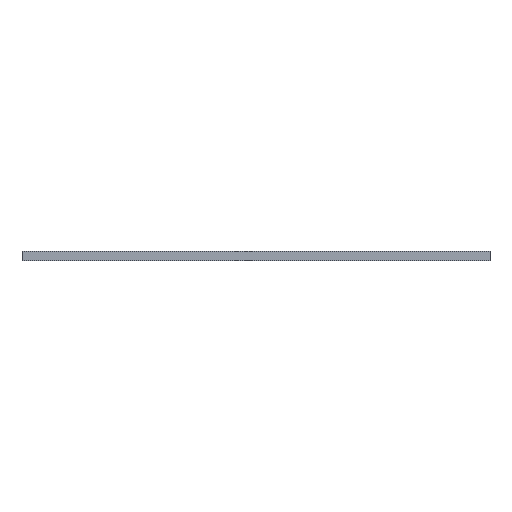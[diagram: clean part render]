
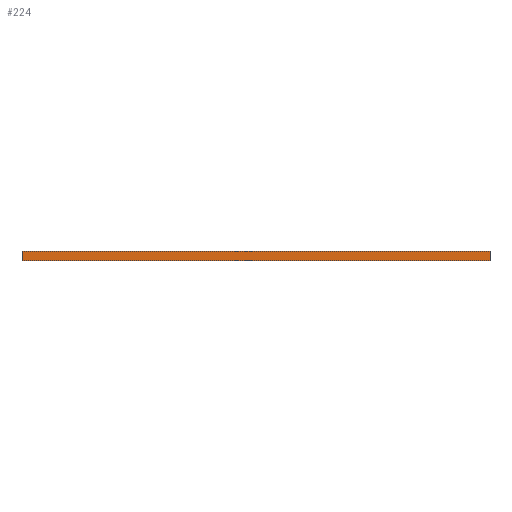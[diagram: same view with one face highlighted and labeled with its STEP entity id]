
A CAD part, front view. The second image highlights one B-rep face of the part: STEP entity #224.
In plain terms, the highlighted planar face has unit normal (0, -1, 0).
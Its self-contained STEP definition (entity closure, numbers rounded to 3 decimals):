
#43 = PLANE('',#44);
#44 = AXIS2_PLACEMENT_3D('',#45,#46,#47);
#45 = CARTESIAN_POINT('',(220.,-30.,0.));
#46 = DIRECTION('',(1.,0.,-0.));
#47 = DIRECTION('',(0.,-1.,0.));
#68 = VERTEX_POINT('',#69);
#69 = CARTESIAN_POINT('',(220.,-125.,1.6));
#83 = PLANE('',#84);
#84 = AXIS2_PLACEMENT_3D('',#85,#86,#87);
#85 = CARTESIAN_POINT('',(178.5,-77.5,1.6));
#86 = DIRECTION('',(-0.,-0.,-1.));
#87 = DIRECTION('',(-1.,0.,0.));
#95 = EDGE_CURVE('',#96,#68,#98,.T.);
#96 = VERTEX_POINT('',#97);
#97 = CARTESIAN_POINT('',(220.,-125.,0.));
#98 = SURFACE_CURVE('',#99,(#103,#110),.PCURVE_S1.);
#99 = LINE('',#100,#101);
#100 = CARTESIAN_POINT('',(220.,-125.,0.));
#101 = VECTOR('',#102,1.);
#102 = DIRECTION('',(0.,0.,1.));
#103 = PCURVE('',#43,#104);
#104 = DEFINITIONAL_REPRESENTATION('',(#105),#109);
#105 = LINE('',#106,#107);
#106 = CARTESIAN_POINT('',(95.,0.));
#107 = VECTOR('',#108,1.);
#108 = DIRECTION('',(0.,-1.));
#109 = ( GEOMETRIC_REPRESENTATION_CONTEXT(2) 
PARAMETRIC_REPRESENTATION_CONTEXT() REPRESENTATION_CONTEXT('2D SPACE',''
  ) );
#110 = PCURVE('',#111,#116);
#111 = PLANE('',#112);
#112 = AXIS2_PLACEMENT_3D('',#113,#114,#115);
#113 = CARTESIAN_POINT('',(220.,-125.,0.));
#114 = DIRECTION('',(0.,-1.,0.));
#115 = DIRECTION('',(-1.,0.,0.));
#116 = DEFINITIONAL_REPRESENTATION('',(#117),#121);
#117 = LINE('',#118,#119);
#118 = CARTESIAN_POINT('',(0.,-0.));
#119 = VECTOR('',#120,1.);
#120 = DIRECTION('',(0.,-1.));
#121 = ( GEOMETRIC_REPRESENTATION_CONTEXT(2) 
PARAMETRIC_REPRESENTATION_CONTEXT() REPRESENTATION_CONTEXT('2D SPACE',''
  ) );
#137 = PLANE('',#138);
#138 = AXIS2_PLACEMENT_3D('',#139,#140,#141);
#139 = CARTESIAN_POINT('',(178.5,-77.5,0.));
#140 = DIRECTION('',(-0.,-0.,-1.));
#141 = DIRECTION('',(-1.,0.,0.));
#170 = PLANE('',#171);
#171 = AXIS2_PLACEMENT_3D('',#172,#173,#174);
#172 = CARTESIAN_POINT('',(137.,-125.,0.));
#173 = DIRECTION('',(-1.,0.,0.));
#174 = DIRECTION('',(0.,1.,0.));
#224 = ADVANCED_FACE('',(#225),#111,.T.);
#225 = FACE_BOUND('',#226,.T.);
#226 = EDGE_LOOP('',(#227,#228,#251,#274));
#227 = ORIENTED_EDGE('',*,*,#95,.T.);
#228 = ORIENTED_EDGE('',*,*,#229,.T.);
#229 = EDGE_CURVE('',#68,#230,#232,.T.);
#230 = VERTEX_POINT('',#231);
#231 = CARTESIAN_POINT('',(137.,-125.,1.6));
#232 = SURFACE_CURVE('',#233,(#237,#244),.PCURVE_S1.);
#233 = LINE('',#234,#235);
#234 = CARTESIAN_POINT('',(220.,-125.,1.6));
#235 = VECTOR('',#236,1.);
#236 = DIRECTION('',(-1.,0.,0.));
#237 = PCURVE('',#111,#238);
#238 = DEFINITIONAL_REPRESENTATION('',(#239),#243);
#239 = LINE('',#240,#241);
#240 = CARTESIAN_POINT('',(0.,-1.6));
#241 = VECTOR('',#242,1.);
#242 = DIRECTION('',(1.,0.));
#243 = ( GEOMETRIC_REPRESENTATION_CONTEXT(2) 
PARAMETRIC_REPRESENTATION_CONTEXT() REPRESENTATION_CONTEXT('2D SPACE',''
  ) );
#244 = PCURVE('',#83,#245);
#245 = DEFINITIONAL_REPRESENTATION('',(#246),#250);
#246 = LINE('',#247,#248);
#247 = CARTESIAN_POINT('',(-41.5,-47.5));
#248 = VECTOR('',#249,1.);
#249 = DIRECTION('',(1.,0.));
#250 = ( GEOMETRIC_REPRESENTATION_CONTEXT(2) 
PARAMETRIC_REPRESENTATION_CONTEXT() REPRESENTATION_CONTEXT('2D SPACE',''
  ) );
#251 = ORIENTED_EDGE('',*,*,#252,.F.);
#252 = EDGE_CURVE('',#253,#230,#255,.T.);
#253 = VERTEX_POINT('',#254);
#254 = CARTESIAN_POINT('',(137.,-125.,0.));
#255 = SURFACE_CURVE('',#256,(#260,#267),.PCURVE_S1.);
#256 = LINE('',#257,#258);
#257 = CARTESIAN_POINT('',(137.,-125.,0.));
#258 = VECTOR('',#259,1.);
#259 = DIRECTION('',(0.,0.,1.));
#260 = PCURVE('',#111,#261);
#261 = DEFINITIONAL_REPRESENTATION('',(#262),#266);
#262 = LINE('',#263,#264);
#263 = CARTESIAN_POINT('',(83.,0.));
#264 = VECTOR('',#265,1.);
#265 = DIRECTION('',(0.,-1.));
#266 = ( GEOMETRIC_REPRESENTATION_CONTEXT(2) 
PARAMETRIC_REPRESENTATION_CONTEXT() REPRESENTATION_CONTEXT('2D SPACE',''
  ) );
#267 = PCURVE('',#170,#268);
#268 = DEFINITIONAL_REPRESENTATION('',(#269),#273);
#269 = LINE('',#270,#271);
#270 = CARTESIAN_POINT('',(0.,0.));
#271 = VECTOR('',#272,1.);
#272 = DIRECTION('',(0.,-1.));
#273 = ( GEOMETRIC_REPRESENTATION_CONTEXT(2) 
PARAMETRIC_REPRESENTATION_CONTEXT() REPRESENTATION_CONTEXT('2D SPACE',''
  ) );
#274 = ORIENTED_EDGE('',*,*,#275,.F.);
#275 = EDGE_CURVE('',#96,#253,#276,.T.);
#276 = SURFACE_CURVE('',#277,(#281,#288),.PCURVE_S1.);
#277 = LINE('',#278,#279);
#278 = CARTESIAN_POINT('',(220.,-125.,0.));
#279 = VECTOR('',#280,1.);
#280 = DIRECTION('',(-1.,0.,0.));
#281 = PCURVE('',#111,#282);
#282 = DEFINITIONAL_REPRESENTATION('',(#283),#287);
#283 = LINE('',#284,#285);
#284 = CARTESIAN_POINT('',(0.,-0.));
#285 = VECTOR('',#286,1.);
#286 = DIRECTION('',(1.,0.));
#287 = ( GEOMETRIC_REPRESENTATION_CONTEXT(2) 
PARAMETRIC_REPRESENTATION_CONTEXT() REPRESENTATION_CONTEXT('2D SPACE',''
  ) );
#288 = PCURVE('',#137,#289);
#289 = DEFINITIONAL_REPRESENTATION('',(#290),#294);
#290 = LINE('',#291,#292);
#291 = CARTESIAN_POINT('',(-41.5,-47.5));
#292 = VECTOR('',#293,1.);
#293 = DIRECTION('',(1.,0.));
#294 = ( GEOMETRIC_REPRESENTATION_CONTEXT(2) 
PARAMETRIC_REPRESENTATION_CONTEXT() REPRESENTATION_CONTEXT('2D SPACE',''
  ) );
